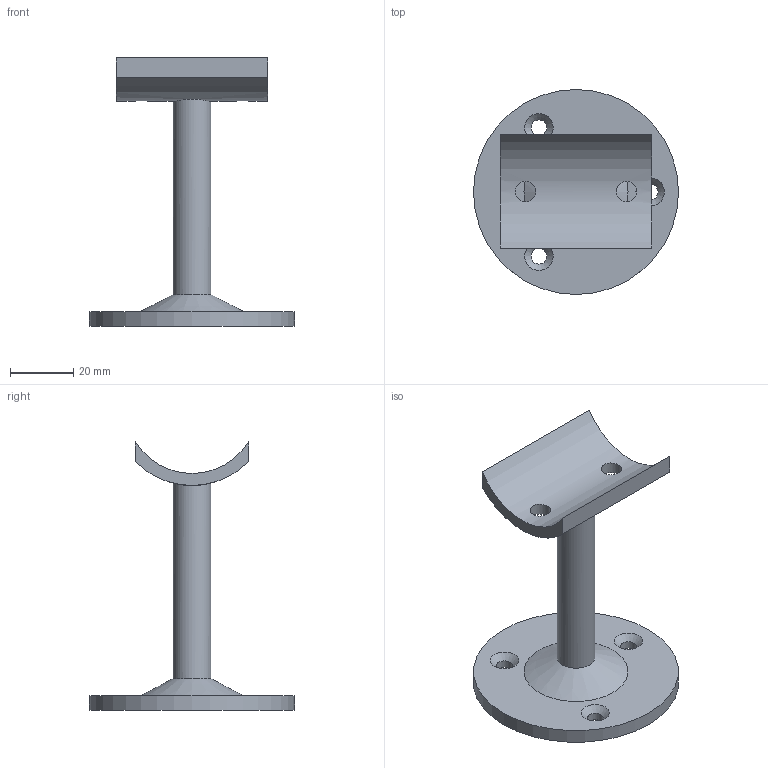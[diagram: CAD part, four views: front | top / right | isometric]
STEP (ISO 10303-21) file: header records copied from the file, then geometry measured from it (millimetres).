
FILE_DESCRIPTION(/* description */ (''),/* implementation_level */ '2;1');
FILE_NAME(/* name */ '1898_Cosch_Edelstahltechnik.stp',/* time_stamp */ '2019-01-10T22:11:44+01:00',/* author */ (''),/* organization */ (''),/* preprocessor_version */ 'ST-DEVELOPER v16',/* originating_system */ 'SIEMENS PLM Software NX 11.0',/* authorisation */ '');
FILE_SCHEMA (('AUTOMOTIVE_DESIGN { 1 0 10303 214 3 1 1 1 }'));
Length unit declared in the file: millimetre
Products named in the file (1): Goge168414734h05
Bounding box: 65 x 65 x 85 mm (x, y, z)
Volume: 31130.2 mm3; surface area: 14720.7 mm2
Topology: 1 solids, 1 shells, 19 faces, 43 edges, 29 vertices
Faces by surface type: cylinder 9, plane 6, cone 4
Full cylindrical faces by diameter (mm): 5 x3, 6.5 x2, 12 x1, 65 x1
Entity records: 868 total; most frequent: CARTESIAN_POINT 419, DIRECTION 84, ORIENTED_EDGE 60, EDGE_LOOP 42, FACE_BOUND 38, AXIS2_PLACEMENT_3D 38, EDGE_CURVE 30, VERTEX_POINT 26
